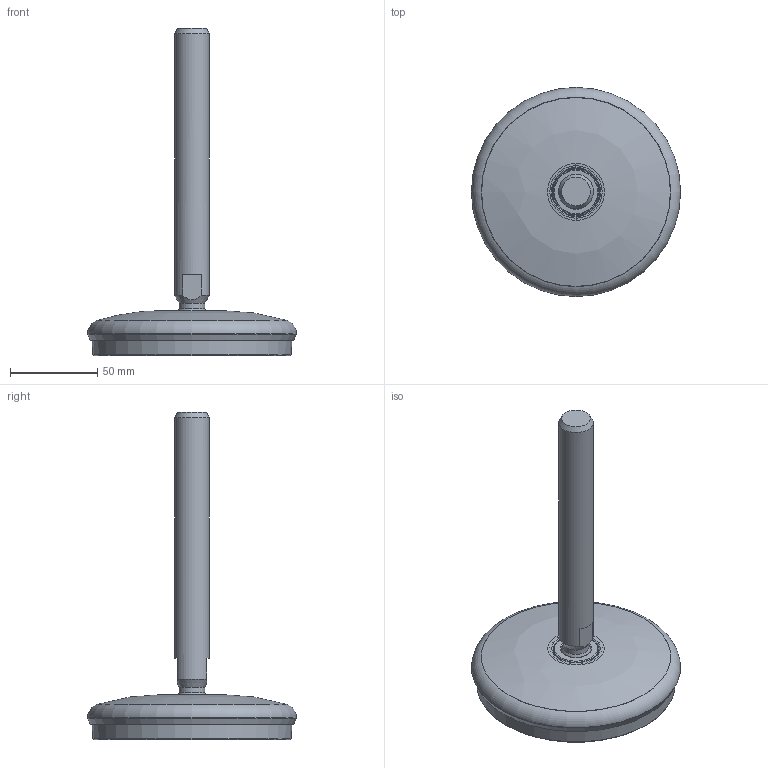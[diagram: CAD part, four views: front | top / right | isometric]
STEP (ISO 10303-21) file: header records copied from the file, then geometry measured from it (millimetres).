
FILE_DESCRIPTION(/* description */ ('STEP AP214'),/* implementation_level */ '2;1');
FILE_NAME(/* name */ 'P120SM20X187.stp',/* time_stamp */ '2022-07-12T11:15:50+02:00',/* author */ ('stefan.nesic'),/* organization */ (' '),/* preprocessor_version */ 'ST-DEVELOPER v18.1',/* originating_system */ 'Autodesk Inventor 2021',/* authorisation */ ' ');
FILE_SCHEMA (('CONFIG_CONTROL_DESIGN'));
Length unit declared in the file: millimetre
Products named in the file (4): P120SM20X187; 109_83568; Component2; 3031
Assembly tree (3 placements, depth 2):
  P120SM20X187
    109_83568
    Component2
    3031
Bounding box: 119.99 x 119.99 x 187.66 mm (x, y, z)
Volume: 280236.8 mm3; surface area: 80893.9 mm2
Topology: 3 solids, 35 shells, 325 faces, 724 edges, 480 vertices
Faces by surface type: plane 109, cone 82, torus 77, bspline 40, cylinder 15, sphere 2
Full cylindrical faces by diameter (mm): 11.838 x1, 14.7 x1, 17.5 x1, 20 x1, 22.838 x1, 26.512 x1, 27.512 x1, 32.838 x1, 43.262 x1, 51.262 x1, 61.162 x1, 69.162 x1, 79.062 x1, 87.062 x1, 97.487 x1
Entity records: 10517 total; most frequent: CARTESIAN_POINT 3182, DIRECTION 1629, ORIENTED_EDGE 1444, AXIS2_PLACEMENT_3D 753, EDGE_CURVE 722, VERTEX_POINT 480, CIRCLE 349, EDGE_LOOP 340
